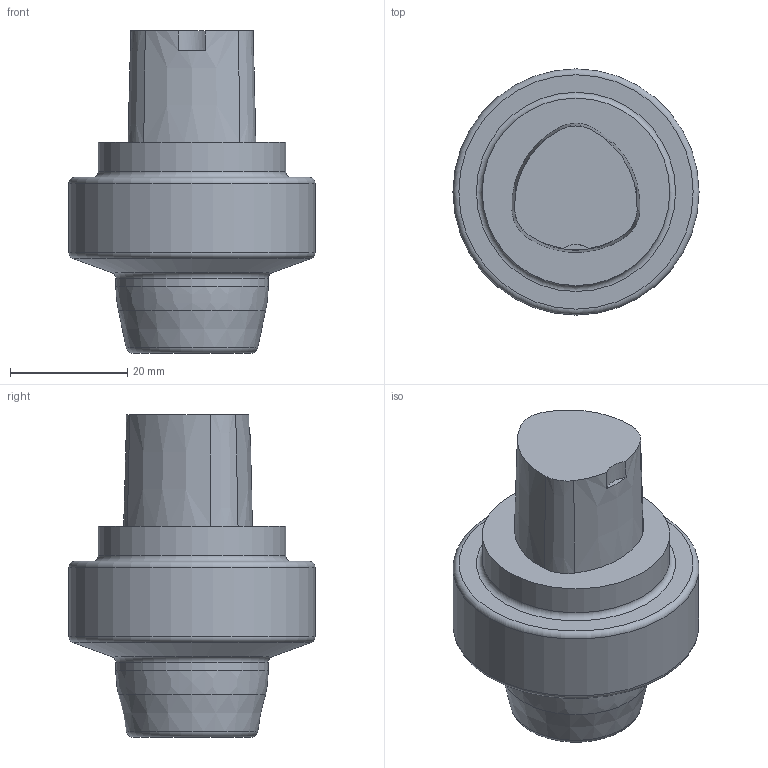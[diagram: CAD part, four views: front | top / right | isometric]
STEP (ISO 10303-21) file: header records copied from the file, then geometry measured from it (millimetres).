
FILE_DESCRIPTION(/* description */ (''),/* implementation_level */ '2;1');
FILE_NAME(/* name */ '2527_1_3d.stp',/* time_stamp */ '2020-02-03T07:07:58+01:00',/* author */ (''),/* organization */ ('SMS'),/* preprocessor_version */ 'ST-DEVELOPER v16.7',/* originating_system */ 'SIEMENS PLM Software NX 12.0',/* authorisation */ '');
FILE_SCHEMA (('AUTOMOTIVE_DESIGN { 1 0 10303 214 3 1 1 1 }'));
Length unit declared in the file: millimetre
Products named in the file (1): 2527_1_3D
Bounding box: 42 x 42 x 55 mm (x, y, z)
Volume: 39532.3 mm3; surface area: 7224.1 mm2
Topology: 1 solids, 1 shells, 23 faces, 51 edges, 32 vertices
Faces by surface type: cone 8, plane 5, torus 5, cylinder 4, bspline 1
Full cylindrical faces by diameter (mm): 26 x1, 32 x1, 42 x1
Entity records: 640 total; most frequent: CARTESIAN_POINT 126, DIRECTION 116, ORIENTED_EDGE 74, AXIS2_PLACEMENT_3D 55, EDGE_CURVE 37, EDGE_LOOP 36, VERTEX_POINT 29, CIRCLE 29
